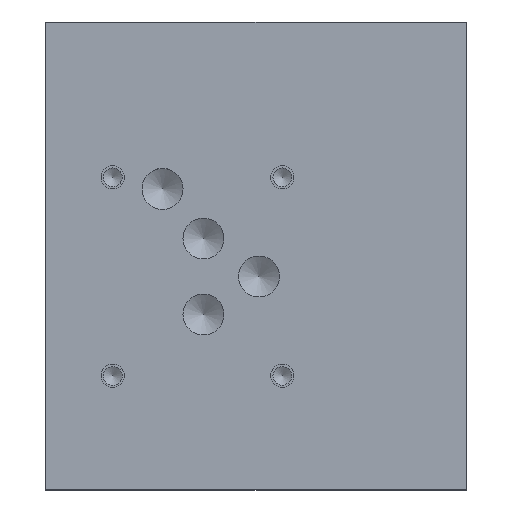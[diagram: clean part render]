
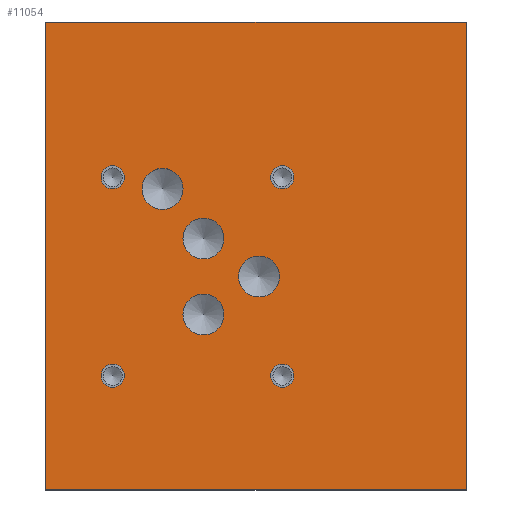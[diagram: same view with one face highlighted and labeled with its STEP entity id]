
A CAD part, top view. The second image highlights one B-rep face of the part: STEP entity #11054.
In plain terms, the highlighted planar face has unit normal (0, 0, 1).
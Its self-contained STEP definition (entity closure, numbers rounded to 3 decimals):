
#289=CIRCLE('',#11641,5.556);
#290=CIRCLE('',#11642,5.556);
#293=CIRCLE('',#11647,5.556);
#294=CIRCLE('',#11648,5.556);
#297=CIRCLE('',#11653,5.563);
#298=CIRCLE('',#11654,5.563);
#301=CIRCLE('',#11659,5.563);
#302=CIRCLE('',#11660,5.563);
#308=CIRCLE('',#11669,3.175);
#309=CIRCLE('',#11670,3.175);
#315=CIRCLE('',#11680,3.175);
#316=CIRCLE('',#11681,3.175);
#322=CIRCLE('',#11691,3.175);
#323=CIRCLE('',#11692,3.175);
#329=CIRCLE('',#11702,3.175);
#330=CIRCLE('',#11703,3.175);
#403=FACE_BOUND('',#1940,.T.);
#404=FACE_BOUND('',#1941,.T.);
#405=FACE_BOUND('',#1942,.T.);
#406=FACE_BOUND('',#1943,.T.);
#407=FACE_BOUND('',#1944,.T.);
#408=FACE_BOUND('',#1945,.T.);
#409=FACE_BOUND('',#1946,.T.);
#410=FACE_BOUND('',#1947,.T.);
#733=PLANE('',#11709);
#1300=FACE_OUTER_BOUND('',#1939,.T.);
#1939=EDGE_LOOP('',(#9894,#9895,#9896,#9897));
#1940=EDGE_LOOP('',(#9898,#9899));
#1941=EDGE_LOOP('',(#9900,#9901));
#1942=EDGE_LOOP('',(#9902,#9903));
#1943=EDGE_LOOP('',(#9904,#9905));
#1944=EDGE_LOOP('',(#9906,#9907));
#1945=EDGE_LOOP('',(#9908,#9909));
#1946=EDGE_LOOP('',(#9910,#9911));
#1947=EDGE_LOOP('',(#9912,#9913));
#1983=LINE('',#14230,#3009);
#2043=LINE('',#14505,#3069);
#2418=LINE('',#17067,#3444);
#2974=LINE('',#19016,#4000);
#3009=VECTOR('',#11767,10.);
#3069=VECTOR('',#11881,10.);
#3444=VECTOR('',#12478,10.);
#4000=VECTOR('',#14012,10.);
#4321=VERTEX_POINT('',#14227);
#4322=VERTEX_POINT('',#14229);
#4381=VERTEX_POINT('',#14502);
#4382=VERTEX_POINT('',#14504);
#5282=VERTEX_POINT('',#18881);
#5283=VERTEX_POINT('',#18882);
#5287=VERTEX_POINT('',#18894);
#5288=VERTEX_POINT('',#18895);
#5292=VERTEX_POINT('',#18907);
#5293=VERTEX_POINT('',#18908);
#5297=VERTEX_POINT('',#18920);
#5298=VERTEX_POINT('',#18921);
#5305=VERTEX_POINT('',#18940);
#5306=VERTEX_POINT('',#18941);
#5313=VERTEX_POINT('',#18962);
#5314=VERTEX_POINT('',#18963);
#5321=VERTEX_POINT('',#18984);
#5322=VERTEX_POINT('',#18985);
#5329=VERTEX_POINT('',#19006);
#5330=VERTEX_POINT('',#19007);
#5381=EDGE_CURVE('',#4322,#4321,#1983,.T.);
#5465=EDGE_CURVE('',#4382,#4381,#2043,.T.);
#6058=EDGE_CURVE('',#4381,#4322,#2418,.T.);
#6797=EDGE_CURVE('',#5282,#5283,#289,.T.);
#6798=EDGE_CURVE('',#5283,#5282,#290,.T.);
#6803=EDGE_CURVE('',#5287,#5288,#293,.T.);
#6804=EDGE_CURVE('',#5288,#5287,#294,.T.);
#6809=EDGE_CURVE('',#5292,#5293,#297,.T.);
#6810=EDGE_CURVE('',#5293,#5292,#298,.T.);
#6815=EDGE_CURVE('',#5297,#5298,#301,.T.);
#6816=EDGE_CURVE('',#5298,#5297,#302,.T.);
#6824=EDGE_CURVE('',#5305,#5306,#308,.T.);
#6825=EDGE_CURVE('',#5306,#5305,#309,.T.);
#6834=EDGE_CURVE('',#5313,#5314,#315,.T.);
#6835=EDGE_CURVE('',#5314,#5313,#316,.T.);
#6844=EDGE_CURVE('',#5321,#5322,#322,.T.);
#6845=EDGE_CURVE('',#5322,#5321,#323,.T.);
#6854=EDGE_CURVE('',#5329,#5330,#329,.T.);
#6855=EDGE_CURVE('',#5330,#5329,#330,.T.);
#6859=EDGE_CURVE('',#4321,#4382,#2974,.T.);
#9894=ORIENTED_EDGE('',*,*,#6058,.T.);
#9895=ORIENTED_EDGE('',*,*,#5381,.T.);
#9896=ORIENTED_EDGE('',*,*,#6859,.T.);
#9897=ORIENTED_EDGE('',*,*,#5465,.T.);
#9898=ORIENTED_EDGE('',*,*,#6797,.T.);
#9899=ORIENTED_EDGE('',*,*,#6798,.T.);
#9900=ORIENTED_EDGE('',*,*,#6803,.T.);
#9901=ORIENTED_EDGE('',*,*,#6804,.T.);
#9902=ORIENTED_EDGE('',*,*,#6809,.T.);
#9903=ORIENTED_EDGE('',*,*,#6810,.T.);
#9904=ORIENTED_EDGE('',*,*,#6815,.T.);
#9905=ORIENTED_EDGE('',*,*,#6816,.T.);
#9906=ORIENTED_EDGE('',*,*,#6824,.T.);
#9907=ORIENTED_EDGE('',*,*,#6825,.T.);
#9908=ORIENTED_EDGE('',*,*,#6834,.T.);
#9909=ORIENTED_EDGE('',*,*,#6835,.T.);
#9910=ORIENTED_EDGE('',*,*,#6844,.T.);
#9911=ORIENTED_EDGE('',*,*,#6845,.T.);
#9912=ORIENTED_EDGE('',*,*,#6854,.T.);
#9913=ORIENTED_EDGE('',*,*,#6855,.T.);
#11054=ADVANCED_FACE('',(#1300,#403,#404,#405,#406,#407,#408,#409,#410),
#733,.T.);
#11641=AXIS2_PLACEMENT_3D('',#18883,#13860,#13861);
#11642=AXIS2_PLACEMENT_3D('',#18884,#13862,#13863);
#11647=AXIS2_PLACEMENT_3D('',#18896,#13874,#13875);
#11648=AXIS2_PLACEMENT_3D('',#18897,#13876,#13877);
#11653=AXIS2_PLACEMENT_3D('',#18909,#13888,#13889);
#11654=AXIS2_PLACEMENT_3D('',#18910,#13890,#13891);
#11659=AXIS2_PLACEMENT_3D('',#18922,#13902,#13903);
#11660=AXIS2_PLACEMENT_3D('',#18923,#13904,#13905);
#11669=AXIS2_PLACEMENT_3D('',#18942,#13924,#13925);
#11670=AXIS2_PLACEMENT_3D('',#18943,#13926,#13927);
#11680=AXIS2_PLACEMENT_3D('',#18964,#13949,#13950);
#11681=AXIS2_PLACEMENT_3D('',#18965,#13951,#13952);
#11691=AXIS2_PLACEMENT_3D('',#18986,#13974,#13975);
#11692=AXIS2_PLACEMENT_3D('',#18987,#13976,#13977);
#11702=AXIS2_PLACEMENT_3D('',#19008,#13999,#14000);
#11703=AXIS2_PLACEMENT_3D('',#19009,#14001,#14002);
#11709=AXIS2_PLACEMENT_3D('',#19019,#14017,#14018);
#11767=DIRECTION('',(0.,1.,0.));
#11881=DIRECTION('',(0.,-1.,0.));
#12478=DIRECTION('',(1.,0.,0.));
#13860=DIRECTION('center_axis',(0.,0.,-1.));
#13861=DIRECTION('ref_axis',(1.,0.,0.));
#13862=DIRECTION('center_axis',(0.,0.,-1.));
#13863=DIRECTION('ref_axis',(1.,0.,0.));
#13874=DIRECTION('center_axis',(0.,0.,-1.));
#13875=DIRECTION('ref_axis',(1.,0.,0.));
#13876=DIRECTION('center_axis',(0.,0.,-1.));
#13877=DIRECTION('ref_axis',(1.,0.,0.));
#13888=DIRECTION('center_axis',(0.,0.,-1.));
#13889=DIRECTION('ref_axis',(1.,0.,0.));
#13890=DIRECTION('center_axis',(0.,0.,-1.));
#13891=DIRECTION('ref_axis',(1.,0.,0.));
#13902=DIRECTION('center_axis',(0.,0.,-1.));
#13903=DIRECTION('ref_axis',(1.,0.,0.));
#13904=DIRECTION('center_axis',(0.,0.,-1.));
#13905=DIRECTION('ref_axis',(1.,0.,0.));
#13924=DIRECTION('center_axis',(0.,0.,-1.));
#13925=DIRECTION('ref_axis',(1.,0.,0.));
#13926=DIRECTION('center_axis',(0.,0.,-1.));
#13927=DIRECTION('ref_axis',(1.,0.,0.));
#13949=DIRECTION('center_axis',(0.,0.,-1.));
#13950=DIRECTION('ref_axis',(1.,0.,0.));
#13951=DIRECTION('center_axis',(0.,0.,-1.));
#13952=DIRECTION('ref_axis',(1.,0.,0.));
#13974=DIRECTION('center_axis',(0.,0.,-1.));
#13975=DIRECTION('ref_axis',(1.,0.,0.));
#13976=DIRECTION('center_axis',(0.,0.,-1.));
#13977=DIRECTION('ref_axis',(1.,0.,0.));
#13999=DIRECTION('center_axis',(0.,0.,-1.));
#14000=DIRECTION('ref_axis',(1.,0.,0.));
#14001=DIRECTION('center_axis',(0.,0.,-1.));
#14002=DIRECTION('ref_axis',(1.,0.,0.));
#14012=DIRECTION('',(-1.,0.,0.));
#14017=DIRECTION('center_axis',(0.,0.,1.));
#14018=DIRECTION('ref_axis',(1.,0.,0.));
#14227=CARTESIAN_POINT('',(114.3,127.,101.6));
#14229=CARTESIAN_POINT('',(114.3,0.,101.6));
#14230=CARTESIAN_POINT('',(114.3,0.,101.6));
#14502=CARTESIAN_POINT('',(0.,0.,101.6));
#14504=CARTESIAN_POINT('',(0.,127.,101.6));
#14505=CARTESIAN_POINT('',(0.,127.,101.6));
#17067=CARTESIAN_POINT('',(0.,0.,101.6));
#18881=CARTESIAN_POINT('',(48.419,68.153,101.6));
#18882=CARTESIAN_POINT('',(37.306,68.153,101.6));
#18883=CARTESIAN_POINT('Origin',(42.863,68.153,101.6));
#18884=CARTESIAN_POINT('Origin',(42.863,68.153,101.6));
#18894=CARTESIAN_POINT('',(48.424,47.518,101.6));
#18895=CARTESIAN_POINT('',(37.311,47.518,101.6));
#18896=CARTESIAN_POINT('Origin',(42.868,47.518,101.6));
#18897=CARTESIAN_POINT('Origin',(42.868,47.518,101.6));
#18907=CARTESIAN_POINT('',(63.525,57.836,101.6));
#18908=CARTESIAN_POINT('',(52.4,57.836,101.6));
#18909=CARTESIAN_POINT('Origin',(57.963,57.836,101.6));
#18910=CARTESIAN_POINT('Origin',(57.963,57.836,101.6));
#18920=CARTESIAN_POINT('',(37.313,81.661,101.6));
#18921=CARTESIAN_POINT('',(26.187,81.661,101.6));
#18922=CARTESIAN_POINT('Origin',(31.75,81.661,101.6));
#18923=CARTESIAN_POINT('Origin',(31.75,81.661,101.6));
#18940=CARTESIAN_POINT('',(67.462,30.874,101.6));
#18941=CARTESIAN_POINT('',(61.112,30.874,101.6));
#18942=CARTESIAN_POINT('Origin',(64.287,30.874,101.6));
#18943=CARTESIAN_POINT('Origin',(64.287,30.874,101.6));
#18962=CARTESIAN_POINT('',(67.462,84.836,101.6));
#18963=CARTESIAN_POINT('',(61.112,84.836,101.6));
#18964=CARTESIAN_POINT('Origin',(64.287,84.836,101.6));
#18965=CARTESIAN_POINT('Origin',(64.287,84.836,101.6));
#18984=CARTESIAN_POINT('',(21.412,30.861,101.6));
#18985=CARTESIAN_POINT('',(15.062,30.861,101.6));
#18986=CARTESIAN_POINT('Origin',(18.237,30.861,101.6));
#18987=CARTESIAN_POINT('Origin',(18.237,30.861,101.6));
#19006=CARTESIAN_POINT('',(21.412,84.836,101.6));
#19007=CARTESIAN_POINT('',(15.062,84.836,101.6));
#19008=CARTESIAN_POINT('Origin',(18.237,84.836,101.6));
#19009=CARTESIAN_POINT('Origin',(18.237,84.836,101.6));
#19016=CARTESIAN_POINT('',(114.3,127.,101.6));
#19019=CARTESIAN_POINT('Origin',(57.15,63.5,101.6));
